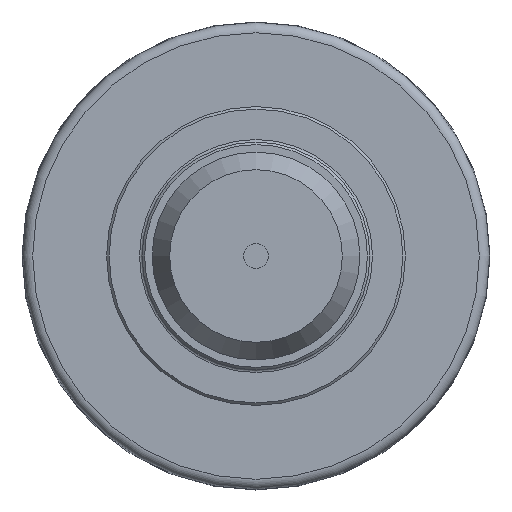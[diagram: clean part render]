
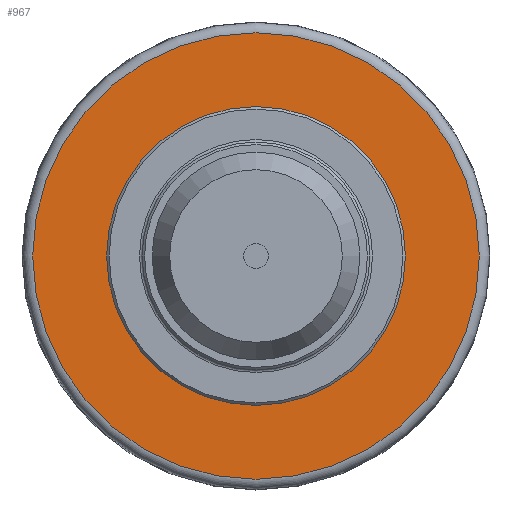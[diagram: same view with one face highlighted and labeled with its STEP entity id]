
A CAD part, left-side view. The second image highlights one B-rep face of the part: STEP entity #967.
In plain terms, the highlighted planar face has unit normal (-1, 0, 0).
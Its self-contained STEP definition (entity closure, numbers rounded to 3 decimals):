
#45=FACE_BOUND('',#216,.T.);
#76=CIRCLE('',#1067,27.65);
#80=CIRCLE('',#1073,44.079);
#81=CIRCLE('',#1074,44.079);
#153=FACE_OUTER_BOUND('',#215,.T.);
#215=EDGE_LOOP('',(#806,#807));
#216=EDGE_LOOP('',(#808));
#448=VERTEX_POINT('',#1627);
#452=VERTEX_POINT('',#1638);
#453=VERTEX_POINT('',#1639);
#573=EDGE_CURVE('',#448,#448,#76,.T.);
#578=EDGE_CURVE('',#452,#453,#80,.T.);
#579=EDGE_CURVE('',#453,#452,#81,.T.);
#806=ORIENTED_EDGE('',*,*,#578,.F.);
#807=ORIENTED_EDGE('',*,*,#579,.F.);
#808=ORIENTED_EDGE('',*,*,#573,.T.);
#923=PLANE('',#1072);
#967=ADVANCED_FACE('',(#153,#45),#923,.T.);
#1067=AXIS2_PLACEMENT_3D('',#1628,#1315,#1316);
#1072=AXIS2_PLACEMENT_3D('',#1637,#1326,#1327);
#1073=AXIS2_PLACEMENT_3D('',#1640,#1328,#1329);
#1074=AXIS2_PLACEMENT_3D('',#1641,#1330,#1331);
#1315=DIRECTION('center_axis',(1.,0.,0.));
#1316=DIRECTION('ref_axis',(0.,-1.,0.));
#1326=DIRECTION('center_axis',(-1.,0.,0.));
#1327=DIRECTION('ref_axis',(0.,0.,
1.));
#1328=DIRECTION('center_axis',(1.,0.,0.));
#1329=DIRECTION('ref_axis',(0.,-1.,0.));
#1330=DIRECTION('center_axis',(1.,0.,0.));
#1331=DIRECTION('ref_axis',(0.,-1.,0.));
#1627=CARTESIAN_POINT('',(23.2,27.65,0.));
#1628=CARTESIAN_POINT('Origin',(23.2,0.,0.));
#1637=CARTESIAN_POINT('Origin',(23.2,39.27,0.));
#1638=CARTESIAN_POINT('',(23.2,44.079,0.));
#1639=CARTESIAN_POINT('',(23.2,0.,44.079));
#1640=CARTESIAN_POINT('Origin',(23.2,0.,0.));
#1641=CARTESIAN_POINT('Origin',(23.2,0.,0.));
